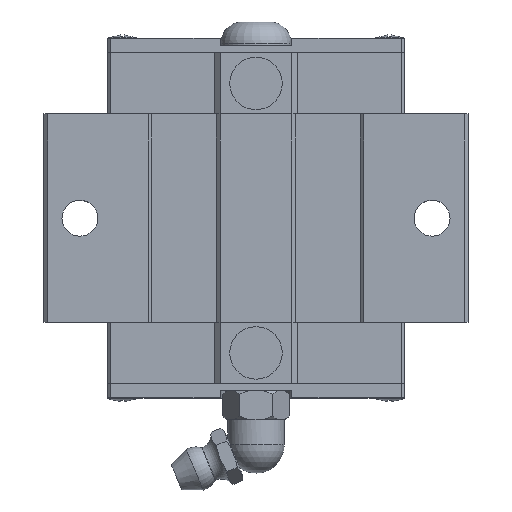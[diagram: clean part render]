
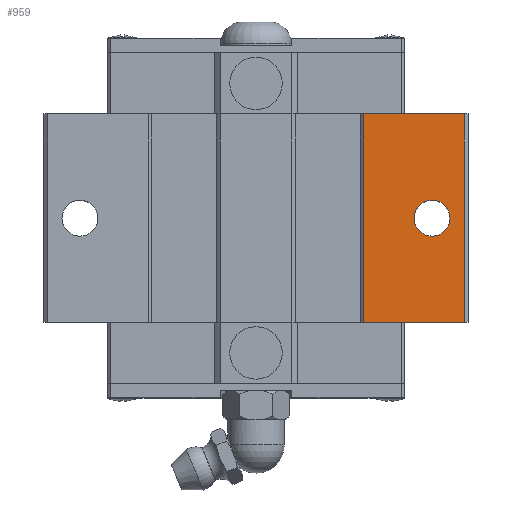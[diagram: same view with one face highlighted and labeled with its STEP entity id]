
A CAD part, top view. The second image highlights one B-rep face of the part: STEP entity #959.
In plain terms, the highlighted planar face has unit normal (0, 0, 1).
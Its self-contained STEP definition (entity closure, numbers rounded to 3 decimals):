
#959=ADVANCED_FACE('',(#1971,#1972),#1973,.T.);
#1971=FACE_OUTER_BOUND('',#3033,.T.);
#1972=FACE_BOUND('',#3034,.T.);
#1973=PLANE('',#3035);
#3033=EDGE_LOOP('',(#5991,#5992,#5993,#5994));
#3034=EDGE_LOOP('',(#5995,#5996));
#3035=AXIS2_PLACEMENT_3D('',#5997,#5998,#5999);
#5991=ORIENTED_EDGE('',*,*,#7504,.T.);
#5992=ORIENTED_EDGE('',*,*,#7435,.T.);
#5993=ORIENTED_EDGE('',*,*,#7510,.F.);
#5994=ORIENTED_EDGE('',*,*,#7485,.T.);
#5995=ORIENTED_EDGE('',*,*,#6395,.T.);
#5996=ORIENTED_EDGE('',*,*,#7511,.T.);
#5997=CARTESIAN_POINT('',(0.0,39.501,28.0));
#5998=DIRECTION('',(0.0,0.0,1.0));
#5999=DIRECTION('',(-1.0,0.0,0.0));
#6395=EDGE_CURVE('',#7654,#7660,#7662,.T.);
#7435=EDGE_CURVE('',#9203,#9201,#9204,.T.);
#7485=EDGE_CURVE('',#9290,#9288,#9291,.T.);
#7504=EDGE_CURVE('',#9288,#9203,#9314,.T.);
#7510=EDGE_CURVE('',#9290,#9201,#9320,.T.);
#7511=EDGE_CURVE('',#7660,#7654,#9321,.T.);
#7654=VERTEX_POINT('',#9503);
#7660=VERTEX_POINT('',#9510);
#7662=CIRCLE('',#9513,2.5);
#9201=VERTEX_POINT('',#12588);
#9203=VERTEX_POINT('',#12591);
#9204=LINE('',#12592,#12593);
#9288=VERTEX_POINT('',#12718);
#9290=VERTEX_POINT('',#12721);
#9291=LINE('',#12722,#12723);
#9314=LINE('',#12758,#12759);
#9320=LINE('',#12767,#12768);
#9321=CIRCLE('',#12769,2.5);
#9503=CARTESIAN_POINT('',(27.0,25.001,28.0));
#9510=CARTESIAN_POINT('',(22.0,25.001,28.0));
#9513=AXIS2_PLACEMENT_3D('',#12991,#12992,#12993);
#12588=CARTESIAN_POINT('',(29.0,10.501,28.0));
#12591=CARTESIAN_POINT('',(15.0,10.501,28.0));
#12592=CARTESIAN_POINT('',(29.0,10.501,28.0));
#12593=VECTOR('',#13979,1.0);
#12718=CARTESIAN_POINT('',(15.0,39.501,28.0));
#12721=CARTESIAN_POINT('',(29.0,39.501,28.0));
#12722=CARTESIAN_POINT('',(29.0,39.501,28.0));
#12723=VECTOR('',#14025,1.0);
#12758=CARTESIAN_POINT('',(15.0,46.751,28.0));
#12759=VECTOR('',#14038,1.0);
#12767=CARTESIAN_POINT('',(29.0,39.501,28.0));
#12768=VECTOR('',#14041,1.0);
#12769=AXIS2_PLACEMENT_3D('',#14042,#14043,#14044);
#12991=CARTESIAN_POINT('',(24.5,25.001,28.0));
#12992=DIRECTION('',(0.0,0.0,-1.0));
#12993=DIRECTION('',(1.0,0.0,0.0));
#13979=DIRECTION('',(1.0,0.0,0.0));
#14025=DIRECTION('',(-1.0,0.0,0.0));
#14038=DIRECTION('',(0.0,-1.0,0.0));
#14041=DIRECTION('',(0.0,-1.0,0.0));
#14042=CARTESIAN_POINT('',(24.5,25.001,28.0));
#14043=DIRECTION('',(0.0,0.0,-1.0));
#14044=DIRECTION('',(1.0,0.0,0.0));
